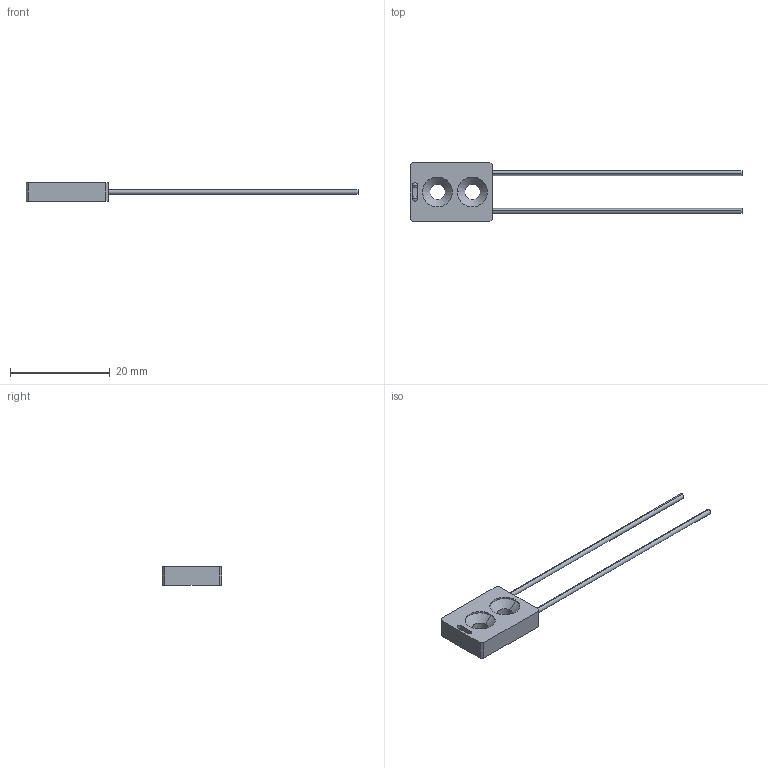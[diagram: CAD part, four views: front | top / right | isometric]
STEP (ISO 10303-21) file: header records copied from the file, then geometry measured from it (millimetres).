
FILE_DESCRIPTION (( 'STEP AP214' ), '1' );
FILE_NAME ('GPF-D028 -S.STEP', '2017-11-18T02:04:25', ( '' ), ( '' ), 'SwSTEP 2.0', 'SolidWorks 2018', '' );
FILE_SCHEMA (( 'AUTOMOTIVE_DESIGN' ));
Length unit declared in the file: millimetre
Products named in the file (4): GPF-D028 -S_LENS; GPF-D028 -S_FIBER; GPF-D028 -S; GPF-D028 -S_HEAD
Assembly tree (5 placements, depth 2):
  GPF-D028 -S
    GPF-D028 -S_HEAD
    GPF-D028 -S_FIBER  x2
    GPF-D028 -S_LENS  x2
Bounding box: 66.5 x 12 x 3.8 mm (x, y, z)
Volume: 729.4 mm3; surface area: 975.8 mm2
Topology: 5 solids, 5 shells, 45 faces, 96 edges, 58 vertices
Faces by surface type: plane 19, cylinder 18, cone 4, bspline 4
Entity records: 1200 total; most frequent: CARTESIAN_POINT 207, DIRECTION 188, ORIENTED_EDGE 156, EDGE_CURVE 78, AXIS2_PLACEMENT_3D 70, VERTEX_POINT 49, LINE 48, VECTOR 48
